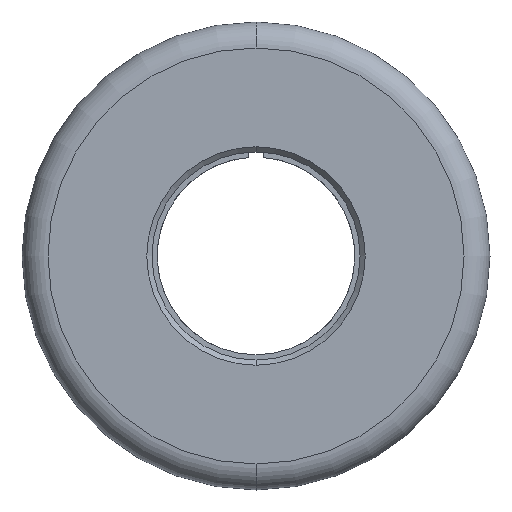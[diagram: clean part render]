
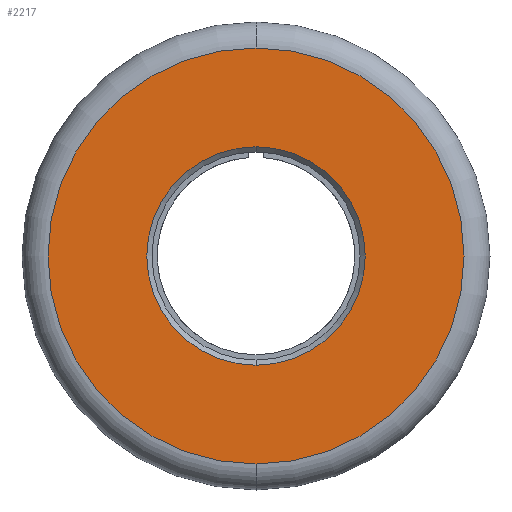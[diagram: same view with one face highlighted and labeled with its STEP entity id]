
A CAD part, front view. The second image highlights one B-rep face of the part: STEP entity #2217.
In plain terms, the highlighted planar face has unit normal (0, -1, 0).
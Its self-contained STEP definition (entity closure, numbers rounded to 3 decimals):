
#128 = CIRCLE ( 'NONE', #1765, 20. ) ;
#352 = AXIS2_PLACEMENT_3D ( 'NONE', #1698, #1148, #949 ) ;
#407 = DIRECTION ( 'NONE',  ( 0., 1., 0. ) ) ;
#458 = DIRECTION ( 'NONE',  ( 0., 1., 0. ) ) ;
#479 = EDGE_CURVE ( 'NONE', #1423, #547, #128, .T. ) ;
#524 = VERTEX_POINT ( 'NONE', #1125 ) ;
#545 = AXIS2_PLACEMENT_3D ( 'NONE', #1915, #1048, #1014 ) ;
#547 = VERTEX_POINT ( 'NONE', #1846 ) ;
#632 = EDGE_LOOP ( 'NONE', ( #1899, #1528 ) ) ;
#776 = CARTESIAN_POINT ( 'NONE',  ( 0., 0., -10.5 ) ) ;
#780 = EDGE_LOOP ( 'NONE', ( #1840, #1321 ) ) ;
#812 = FACE_BOUND ( 'NONE', #780, .T. ) ;
#837 = DIRECTION ( 'NONE',  ( 0., 0., 1. ) ) ;
#863 = EDGE_CURVE ( 'NONE', #1851, #524, #1399, .T. ) ;
#937 = DIRECTION ( 'NONE',  ( 0., 0., -1. ) ) ;
#949 = DIRECTION ( 'NONE',  ( 0., 0., 1. ) ) ;
#989 = CIRCLE ( 'NONE', #1300, 10.5 ) ;
#1001 = FACE_OUTER_BOUND ( 'NONE', #632, .T. ) ;
#1014 = DIRECTION ( 'NONE',  ( 0., 0., -1. ) ) ;
#1048 = DIRECTION ( 'NONE',  ( 0., -1., 0. ) ) ;
#1125 = CARTESIAN_POINT ( 'NONE',  ( 0., 0., 10.5 ) ) ;
#1148 = DIRECTION ( 'NONE',  ( 0., 1., 0. ) ) ;
#1206 = AXIS2_PLACEMENT_3D ( 'NONE', #2086, #458, #2142 ) ;
#1300 = AXIS2_PLACEMENT_3D ( 'NONE', #1507, #407, #837 ) ;
#1321 = ORIENTED_EDGE ( 'NONE', *, *, #1407, .T. ) ;
#1399 = CIRCLE ( 'NONE', #1206, 10.5 ) ;
#1407 = EDGE_CURVE ( 'NONE', #524, #1851, #989, .T. ) ;
#1423 = VERTEX_POINT ( 'NONE', #1493 ) ;
#1447 = CIRCLE ( 'NONE', #545, 20. ) ;
#1493 = CARTESIAN_POINT ( 'NONE',  ( 0., 0., -20. ) ) ;
#1507 = CARTESIAN_POINT ( 'NONE',  ( 0., 0., 0. ) ) ;
#1528 = ORIENTED_EDGE ( 'NONE', *, *, #2279, .T. ) ;
#1625 = DIRECTION ( 'NONE',  ( 0., -1., 0. ) ) ;
#1698 = CARTESIAN_POINT ( 'NONE',  ( 15.441, 0., 0. ) ) ;
#1725 = PLANE ( 'NONE',  #352 ) ;
#1765 = AXIS2_PLACEMENT_3D ( 'NONE', #2020, #1625, #937 ) ;
#1840 = ORIENTED_EDGE ( 'NONE', *, *, #863, .T. ) ;
#1846 = CARTESIAN_POINT ( 'NONE',  ( 0., 0., 20. ) ) ;
#1851 = VERTEX_POINT ( 'NONE', #776 ) ;
#1899 = ORIENTED_EDGE ( 'NONE', *, *, #479, .T. ) ;
#1915 = CARTESIAN_POINT ( 'NONE',  ( 0., 0., 0. ) ) ;
#2020 = CARTESIAN_POINT ( 'NONE',  ( 0., 0., 0. ) ) ;
#2086 = CARTESIAN_POINT ( 'NONE',  ( 0., 0., 0. ) ) ;
#2142 = DIRECTION ( 'NONE',  ( 0., 0., 1. ) ) ;
#2217 = ADVANCED_FACE ( 'NONE', ( #812, #1001 ), #1725, .F. ) ;
#2279 = EDGE_CURVE ( 'NONE', #547, #1423, #1447, .T. ) ;
